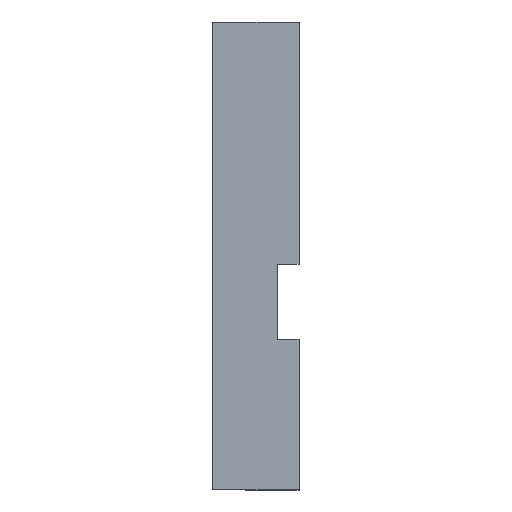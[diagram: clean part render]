
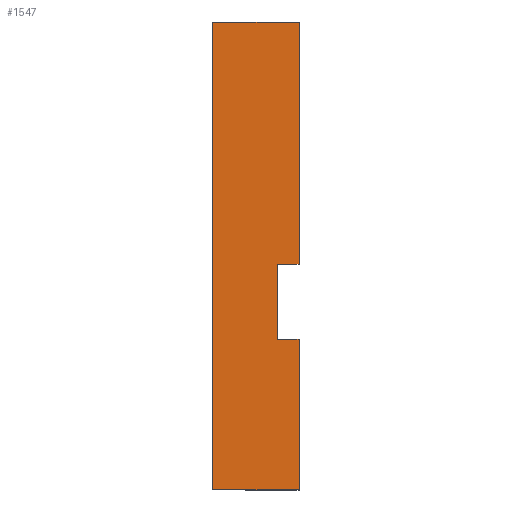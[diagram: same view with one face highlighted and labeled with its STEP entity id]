
A CAD part, left-side view. The second image highlights one B-rep face of the part: STEP entity #1547.
In plain terms, the highlighted planar face has unit normal (-1, 0, 0).
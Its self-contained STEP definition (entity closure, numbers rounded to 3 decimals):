
#1197=EDGE_CURVE('',#2205,#3335,#3477,.T.);
#1399=EDGE_CURVE('',#3019,#1549,#3702,.T.);
#1409=VERTEX_POINT('',#3713);
#1547=ADVANCED_FACE('',(#3864),#3865,.T.);
#1549=VERTEX_POINT('',#3867);
#1605=EDGE_CURVE('',#3261,#2205,#3932,.T.);
#1695=EDGE_CURVE('',#1549,#2343,#4030,.T.);
#1697=EDGE_CURVE('',#1409,#2461,#4032,.T.);
#2205=VERTEX_POINT('',#4606);
#2339=EDGE_CURVE('',#3335,#3019,#4759,.T.);
#2343=VERTEX_POINT('',#4764);
#2461=VERTEX_POINT('',#4898);
#2853=EDGE_CURVE('',#2343,#1409,#5344,.T.);
#2953=EDGE_CURVE('',#3261,#2461,#5460,.T.);
#3019=VERTEX_POINT('',#5535);
#3261=VERTEX_POINT('',#5802);
#3335=VERTEX_POINT('',#5885);
#3477=LINE('',#6039,#6040);
#3702=LINE('',#6329,#6330);
#3713=CARTESIAN_POINT('',(-19.0,16.0,87.0));
#3864=FACE_OUTER_BOUND('',#6543,.T.);
#3865=PLANE('',#6544);
#3867=CARTESIAN_POINT('',(-19.0,0.,42.0));
#3932=LINE('',#6631,#6632);
#4030=LINE('',#6764,#6765);
#4032=LINE('',#6768,#6769);
#4606=CARTESIAN_POINT('',(-19.0,0.,28.0));
#4759=LINE('',#7720,#7721);
#4764=CARTESIAN_POINT('',(-19.0,0.,87.0));
#4898=CARTESIAN_POINT('',(-19.0,16.0,0.0));
#5344=LINE('',#8478,#8479);
#5460=LINE('',#8626,#8627);
#5535=CARTESIAN_POINT('',(-19.0,4.,42.0));
#5802=CARTESIAN_POINT('',(-19.0,0.,0.0));
#5885=CARTESIAN_POINT('',(-19.0,4.,28.0));
#6039=CARTESIAN_POINT('',(-19.0,2.,28.0));
#6040=VECTOR('',#9346,1.0);
#6329=CARTESIAN_POINT('',(-19.0,0.,42.0));
#6330=VECTOR('',#9635,1.0);
#6543=EDGE_LOOP('',(#9832,#9833,#9834,#9835,#9836,#9837,#9838,#9839));
#6544=AXIS2_PLACEMENT_3D('',#9840,#9841,#9842);
#6631=CARTESIAN_POINT('',(-19.0,0.,0.0));
#6632=VECTOR('',#9942,1.0);
#6764=CARTESIAN_POINT('',(-19.0,0.,0.0));
#6765=VECTOR('',#10071,1.0);
#6768=CARTESIAN_POINT('',(-19.0,16.0,0.0));
#6769=VECTOR('',#10072,1.0);
#7720=CARTESIAN_POINT('',(-19.0,4.,64.5));
#7721=VECTOR('',#11098,1.0);
#8478=CARTESIAN_POINT('',(-19.0,0.,87.0));
#8479=VECTOR('',#11961,1.0);
#8626=CARTESIAN_POINT('',(-19.0,0.,0.0));
#8627=VECTOR('',#12145,1.0);
#9346=DIRECTION('',(0.,1.0,0.0));
#9635=DIRECTION('',(0.,-1.0,0.0));
#9832=ORIENTED_EDGE('',*,*,#1399,.T.);
#9833=ORIENTED_EDGE('',*,*,#1695,.T.);
#9834=ORIENTED_EDGE('',*,*,#2853,.T.);
#9835=ORIENTED_EDGE('',*,*,#1697,.T.);
#9836=ORIENTED_EDGE('',*,*,#2953,.F.);
#9837=ORIENTED_EDGE('',*,*,#1605,.T.);
#9838=ORIENTED_EDGE('',*,*,#1197,.T.);
#9839=ORIENTED_EDGE('',*,*,#2339,.T.);
#9840=CARTESIAN_POINT('',(-19.0,0.,87.0));
#9841=DIRECTION('',(-1.0,0.,0.0));
#9842=DIRECTION('',(0.,-1.0,0.));
#9942=DIRECTION('',(0.,0.,1.0));
#10071=DIRECTION('',(0.,0.,1.0));
#10072=DIRECTION('',(0.,0.,-1.0));
#11098=DIRECTION('',(0.0,0.0,1.0));
#11961=DIRECTION('',(0.,1.0,0.));
#12145=DIRECTION('',(0.,1.0,0.));
